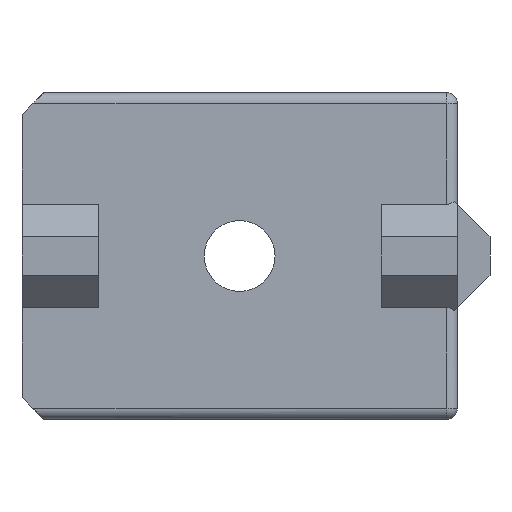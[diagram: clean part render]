
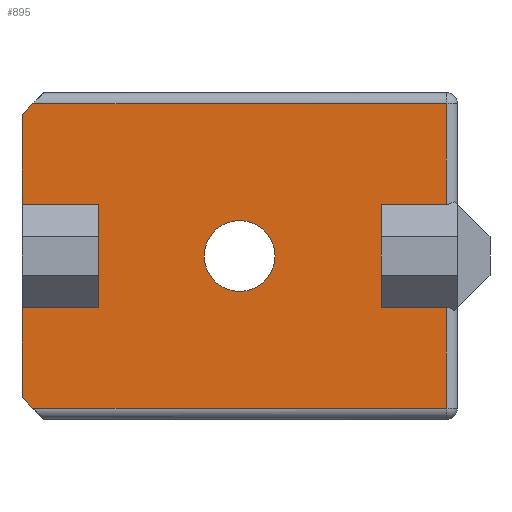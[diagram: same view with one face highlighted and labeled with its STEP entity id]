
A CAD part, left-side view. The second image highlights one B-rep face of the part: STEP entity #895.
In plain terms, the highlighted planar face has unit normal (-1, 0, 0).
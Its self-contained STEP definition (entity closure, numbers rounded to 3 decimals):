
#54=LINE('',#1367,#145);
#56=LINE('',#1373,#147);
#58=LINE('',#1377,#149);
#61=LINE('',#1384,#152);
#63=LINE('',#1389,#154);
#64=LINE('',#1391,#155);
#74=LINE('',#1435,#165);
#75=LINE('',#1436,#166);
#77=LINE('',#1443,#168);
#94=LINE('',#1481,#185);
#95=LINE('',#1487,#186);
#98=LINE('',#1497,#189);
#99=LINE('',#1500,#190);
#100=LINE('',#1501,#191);
#145=VECTOR('',#1091,1000.);
#147=VECTOR('',#1097,1000.);
#149=VECTOR('',#1101,1000.);
#152=VECTOR('',#1108,1000.);
#154=VECTOR('',#1114,1000.);
#155=VECTOR('',#1117,1000.);
#165=VECTOR('',#1165,1000.);
#166=VECTOR('',#1166,1000.);
#168=VECTOR('',#1172,1000.);
#185=VECTOR('',#1201,1000.);
#186=VECTOR('',#1208,1000.);
#189=VECTOR('',#1223,1000.);
#190=VECTOR('',#1226,1000.);
#191=VECTOR('',#1227,1000.);
#202=FACE_BOUND('',#328,.T.);
#233=PLANE('',#988);
#276=FACE_OUTER_BOUND('',#327,.T.);
#327=EDGE_LOOP('',(#765,#766,#767,#768,#769,#770,#771,#772,#773,#774,#775,
#776,#777,#778));
#328=EDGE_LOOP('',(#779));
#346=CIRCLE('',#955,3.25);
#413=VERTEX_POINT('',#1364);
#414=VERTEX_POINT('',#1366);
#415=VERTEX_POINT('',#1370);
#416=VERTEX_POINT('',#1372);
#417=VERTEX_POINT('',#1376);
#418=VERTEX_POINT('',#1381);
#419=VERTEX_POINT('',#1383);
#420=VERTEX_POINT('',#1387);
#422=VERTEX_POINT('',#1397);
#430=VERTEX_POINT('',#1429);
#432=VERTEX_POINT('',#1433);
#435=VERTEX_POINT('',#1442);
#450=VERTEX_POINT('',#1478);
#452=VERTEX_POINT('',#1485);
#454=VERTEX_POINT('',#1499);
#505=EDGE_CURVE('',#414,#413,#54,.T.);
#508=EDGE_CURVE('',#415,#416,#56,.T.);
#510=EDGE_CURVE('',#414,#417,#58,.T.);
#513=EDGE_CURVE('',#418,#419,#61,.T.);
#516=EDGE_CURVE('',#420,#413,#63,.T.);
#517=EDGE_CURVE('',#418,#416,#64,.T.);
#520=EDGE_CURVE('',#422,#422,#346,.T.);
#538=EDGE_CURVE('',#432,#420,#74,.T.);
#539=EDGE_CURVE('',#417,#430,#75,.T.);
#542=EDGE_CURVE('',#430,#435,#77,.T.);
#561=EDGE_CURVE('',#419,#450,#94,.T.);
#564=EDGE_CURVE('',#452,#432,#95,.T.);
#570=EDGE_CURVE('',#450,#452,#98,.T.);
#571=EDGE_CURVE('',#435,#454,#99,.T.);
#572=EDGE_CURVE('',#454,#415,#100,.T.);
#765=ORIENTED_EDGE('',*,*,#571,.F.);
#766=ORIENTED_EDGE('',*,*,#542,.F.);
#767=ORIENTED_EDGE('',*,*,#539,.F.);
#768=ORIENTED_EDGE('',*,*,#510,.F.);
#769=ORIENTED_EDGE('',*,*,#505,.T.);
#770=ORIENTED_EDGE('',*,*,#516,.F.);
#771=ORIENTED_EDGE('',*,*,#538,.F.);
#772=ORIENTED_EDGE('',*,*,#564,.F.);
#773=ORIENTED_EDGE('',*,*,#570,.F.);
#774=ORIENTED_EDGE('',*,*,#561,.F.);
#775=ORIENTED_EDGE('',*,*,#513,.F.);
#776=ORIENTED_EDGE('',*,*,#517,.T.);
#777=ORIENTED_EDGE('',*,*,#508,.F.);
#778=ORIENTED_EDGE('',*,*,#572,.F.);
#779=ORIENTED_EDGE('',*,*,#520,.T.);
#895=ADVANCED_FACE('',(#276,#202),#233,.T.);
#955=AXIS2_PLACEMENT_3D('',#1398,#1125,#1126);
#988=AXIS2_PLACEMENT_3D('',#1498,#1224,#1225);
#1091=DIRECTION('',(0.,0.,-1.));
#1097=DIRECTION('',(0.,1.,0.));
#1101=DIRECTION('',(0.,1.,0.));
#1108=DIRECTION('',(0.,-1.,0.));
#1114=DIRECTION('',(0.,-1.,0.));
#1117=DIRECTION('',(0.,0.,1.));
#1125=DIRECTION('center_axis',(1.,0.,0.));
#1126=DIRECTION('ref_axis',(0.,-1.,0.));
#1165=DIRECTION('',(0.,0.,1.));
#1166=DIRECTION('',(0.,0.,1.));
#1172=DIRECTION('',(0.,-0.707,0.707));
#1201=DIRECTION('',(0.,0.,-1.));
#1208=DIRECTION('',(0.,0.707,0.707));
#1223=DIRECTION('',(0.,1.,0.));
#1224=DIRECTION('center_axis',(-1.,0.,0.));
#1225=DIRECTION('ref_axis',(0.,-1.,0.));
#1226=DIRECTION('',(0.,-1.,0.));
#1227=DIRECTION('',(0.,0.,-1.));
#1364=CARTESIAN_POINT('',(15.,33.,-4.75));
#1366=CARTESIAN_POINT('',(15.,33.,4.75));
#1367=CARTESIAN_POINT('',(15.,33.,-9.375));
#1370=CARTESIAN_POINT('',(15.,1.,4.75));
#1372=CARTESIAN_POINT('',(15.,7.,4.75));
#1373=CARTESIAN_POINT('',(15.,36.5,4.75));
#1376=CARTESIAN_POINT('',(15.,40.,4.75));
#1377=CARTESIAN_POINT('',(15.,36.5,4.75));
#1381=CARTESIAN_POINT('',(15.,7.,-4.75));
#1383=CARTESIAN_POINT('',(15.,1.,-4.75));
#1384=CARTESIAN_POINT('',(15.,40.,-4.75));
#1387=CARTESIAN_POINT('',(15.,40.,-4.75));
#1389=CARTESIAN_POINT('',(15.,40.,-4.75));
#1391=CARTESIAN_POINT('',(15.,7.,-5.625));
#1397=CARTESIAN_POINT('',(15.,23.25,0.));
#1398=CARTESIAN_POINT('Origin',(15.,20.,0.));
#1429=CARTESIAN_POINT('',(15.,40.,13.));
#1433=CARTESIAN_POINT('',(15.,40.,-13.));
#1435=CARTESIAN_POINT('',(15.,40.,-15.));
#1436=CARTESIAN_POINT('',(15.,40.,-15.));
#1442=CARTESIAN_POINT('',(15.,39.,14.));
#1443=CARTESIAN_POINT('',(15.,46.5,6.5));
#1478=CARTESIAN_POINT('',(15.,1.,-14.));
#1481=CARTESIAN_POINT('',(15.,1.,-15.));
#1485=CARTESIAN_POINT('',(15.,39.,-14.));
#1487=CARTESIAN_POINT('',(15.,39.,-14.));
#1497=CARTESIAN_POINT('',(15.,30.,-14.));
#1498=CARTESIAN_POINT('Origin',(15.,40.,-15.));
#1499=CARTESIAN_POINT('',(15.,1.,14.));
#1500=CARTESIAN_POINT('',(15.,30.,14.));
#1501=CARTESIAN_POINT('',(15.,1.,-15.));
